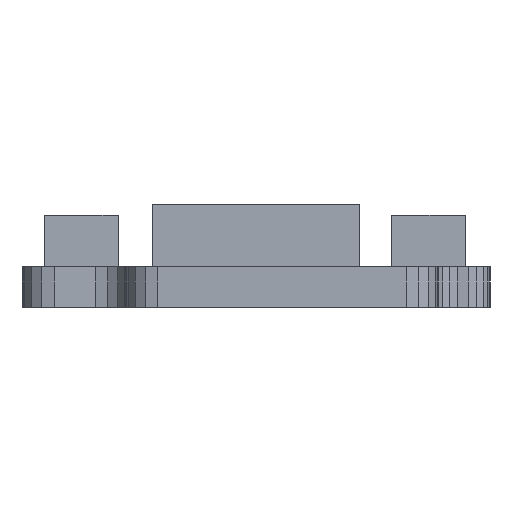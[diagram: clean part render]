
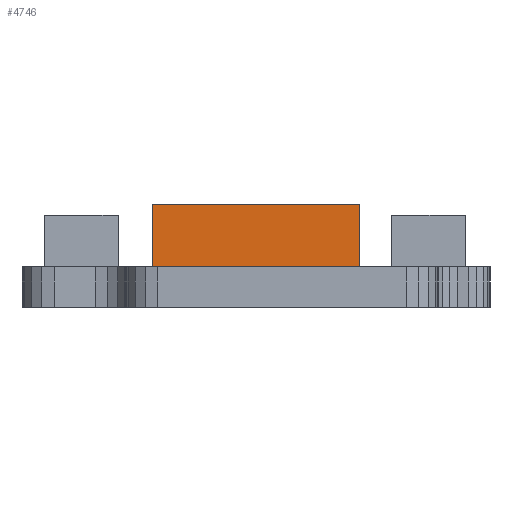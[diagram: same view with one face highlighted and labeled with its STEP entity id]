
A CAD part, left-side view. The second image highlights one B-rep face of the part: STEP entity #4746.
In plain terms, the highlighted planar face has unit normal (-1, 0, 0).
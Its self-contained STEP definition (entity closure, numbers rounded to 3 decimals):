
#4483 = EDGE_CURVE('',#4484,#4486,#4488,.T.);
#4484 = VERTEX_POINT('',#4485);
#4485 = CARTESIAN_POINT('',(-0.742,1.002,0.));
#4486 = VERTEX_POINT('',#4487);
#4487 = CARTESIAN_POINT('',(-0.742,1.002,0.6));
#4488 = SURFACE_CURVE('',#4489,(#4493,#4505),.PCURVE_S1.);
#4489 = LINE('',#4490,#4491);
#4490 = CARTESIAN_POINT('',(-0.742,1.002,0.));
#4491 = VECTOR('',#4492,1.);
#4492 = DIRECTION('',(0.,0.,1.));
#4493 = PCURVE('',#4494,#4499);
#4494 = PLANE('',#4495);
#4495 = AXIS2_PLACEMENT_3D('',#4496,#4497,#4498);
#4496 = CARTESIAN_POINT('',(-0.742,1.002,0.));
#4497 = DIRECTION('',(0.,1.,0.));
#4498 = DIRECTION('',(1.,0.,0.));
#4499 = DEFINITIONAL_REPRESENTATION('',(#4500),#4504);
#4500 = LINE('',#4501,#4502);
#4501 = CARTESIAN_POINT('',(0.,0.));
#4502 = VECTOR('',#4503,1.);
#4503 = DIRECTION('',(0.,-1.));
#4504 = ( GEOMETRIC_REPRESENTATION_CONTEXT(2) 
PARAMETRIC_REPRESENTATION_CONTEXT() REPRESENTATION_CONTEXT('2D SPACE',''
  ) );
#4505 = PCURVE('',#4506,#4511);
#4506 = PLANE('',#4507);
#4507 = AXIS2_PLACEMENT_3D('',#4508,#4509,#4510);
#4508 = CARTESIAN_POINT('',(-0.742,-1.002,0.));
#4509 = DIRECTION('',(-1.,0.,0.));
#4510 = DIRECTION('',(0.,1.,0.));
#4511 = DEFINITIONAL_REPRESENTATION('',(#4512),#4516);
#4512 = LINE('',#4513,#4514);
#4513 = CARTESIAN_POINT('',(2.003,0.));
#4514 = VECTOR('',#4515,1.);
#4515 = DIRECTION('',(0.,-1.));
#4516 = ( GEOMETRIC_REPRESENTATION_CONTEXT(2) 
PARAMETRIC_REPRESENTATION_CONTEXT() REPRESENTATION_CONTEXT('2D SPACE',''
  ) );
#4534 = PLANE('',#4535);
#4535 = AXIS2_PLACEMENT_3D('',#4536,#4537,#4538);
#4536 = CARTESIAN_POINT('',(-0.742,1.002,0.6));
#4537 = DIRECTION('',(0.,0.,1.));
#4538 = DIRECTION('',(1.,0.,0.));
#4588 = PLANE('',#4589);
#4589 = AXIS2_PLACEMENT_3D('',#4590,#4591,#4592);
#4590 = CARTESIAN_POINT('',(-0.742,1.002,0.));
#4591 = DIRECTION('',(0.,0.,1.));
#4592 = DIRECTION('',(1.,0.,0.));
#4643 = PLANE('',#4644);
#4644 = AXIS2_PLACEMENT_3D('',#4645,#4646,#4647);
#4645 = CARTESIAN_POINT('',(0.742,-1.002,0.));
#4646 = DIRECTION('',(0.,-1.,0.));
#4647 = DIRECTION('',(-1.,0.,0.));
#4681 = VERTEX_POINT('',#4682);
#4682 = CARTESIAN_POINT('',(-0.742,-1.002,0.6));
#4703 = EDGE_CURVE('',#4704,#4681,#4706,.T.);
#4704 = VERTEX_POINT('',#4705);
#4705 = CARTESIAN_POINT('',(-0.742,-1.002,0.));
#4706 = SURFACE_CURVE('',#4707,(#4711,#4718),.PCURVE_S1.);
#4707 = LINE('',#4708,#4709);
#4708 = CARTESIAN_POINT('',(-0.742,-1.002,0.));
#4709 = VECTOR('',#4710,1.);
#4710 = DIRECTION('',(0.,0.,1.));
#4711 = PCURVE('',#4643,#4712);
#4712 = DEFINITIONAL_REPRESENTATION('',(#4713),#4717);
#4713 = LINE('',#4714,#4715);
#4714 = CARTESIAN_POINT('',(1.483,0.));
#4715 = VECTOR('',#4716,1.);
#4716 = DIRECTION('',(0.,-1.));
#4717 = ( GEOMETRIC_REPRESENTATION_CONTEXT(2) 
PARAMETRIC_REPRESENTATION_CONTEXT() REPRESENTATION_CONTEXT('2D SPACE',''
  ) );
#4718 = PCURVE('',#4506,#4719);
#4719 = DEFINITIONAL_REPRESENTATION('',(#4720),#4724);
#4720 = LINE('',#4721,#4722);
#4721 = CARTESIAN_POINT('',(0.,0.));
#4722 = VECTOR('',#4723,1.);
#4723 = DIRECTION('',(0.,-1.));
#4724 = ( GEOMETRIC_REPRESENTATION_CONTEXT(2) 
PARAMETRIC_REPRESENTATION_CONTEXT() REPRESENTATION_CONTEXT('2D SPACE',''
  ) );
#4746 = ADVANCED_FACE('',(#4747),#4506,.T.);
#4747 = FACE_BOUND('',#4748,.T.);
#4748 = EDGE_LOOP('',(#4749,#4750,#4771,#4772));
#4749 = ORIENTED_EDGE('',*,*,#4703,.T.);
#4750 = ORIENTED_EDGE('',*,*,#4751,.T.);
#4751 = EDGE_CURVE('',#4681,#4486,#4752,.T.);
#4752 = SURFACE_CURVE('',#4753,(#4757,#4764),.PCURVE_S1.);
#4753 = LINE('',#4754,#4755);
#4754 = CARTESIAN_POINT('',(-0.742,-1.002,0.6));
#4755 = VECTOR('',#4756,1.);
#4756 = DIRECTION('',(0.,1.,0.));
#4757 = PCURVE('',#4506,#4758);
#4758 = DEFINITIONAL_REPRESENTATION('',(#4759),#4763);
#4759 = LINE('',#4760,#4761);
#4760 = CARTESIAN_POINT('',(0.,-0.6));
#4761 = VECTOR('',#4762,1.);
#4762 = DIRECTION('',(1.,0.));
#4763 = ( GEOMETRIC_REPRESENTATION_CONTEXT(2) 
PARAMETRIC_REPRESENTATION_CONTEXT() REPRESENTATION_CONTEXT('2D SPACE',''
  ) );
#4764 = PCURVE('',#4534,#4765);
#4765 = DEFINITIONAL_REPRESENTATION('',(#4766),#4770);
#4766 = LINE('',#4767,#4768);
#4767 = CARTESIAN_POINT('',(0.,-2.003));
#4768 = VECTOR('',#4769,1.);
#4769 = DIRECTION('',(0.,1.));
#4770 = ( GEOMETRIC_REPRESENTATION_CONTEXT(2) 
PARAMETRIC_REPRESENTATION_CONTEXT() REPRESENTATION_CONTEXT('2D SPACE',''
  ) );
#4771 = ORIENTED_EDGE('',*,*,#4483,.F.);
#4772 = ORIENTED_EDGE('',*,*,#4773,.F.);
#4773 = EDGE_CURVE('',#4704,#4484,#4774,.T.);
#4774 = SURFACE_CURVE('',#4775,(#4779,#4786),.PCURVE_S1.);
#4775 = LINE('',#4776,#4777);
#4776 = CARTESIAN_POINT('',(-0.742,-1.002,0.));
#4777 = VECTOR('',#4778,1.);
#4778 = DIRECTION('',(0.,1.,0.));
#4779 = PCURVE('',#4506,#4780);
#4780 = DEFINITIONAL_REPRESENTATION('',(#4781),#4785);
#4781 = LINE('',#4782,#4783);
#4782 = CARTESIAN_POINT('',(0.,0.));
#4783 = VECTOR('',#4784,1.);
#4784 = DIRECTION('',(1.,0.));
#4785 = ( GEOMETRIC_REPRESENTATION_CONTEXT(2) 
PARAMETRIC_REPRESENTATION_CONTEXT() REPRESENTATION_CONTEXT('2D SPACE',''
  ) );
#4786 = PCURVE('',#4588,#4787);
#4787 = DEFINITIONAL_REPRESENTATION('',(#4788),#4792);
#4788 = LINE('',#4789,#4790);
#4789 = CARTESIAN_POINT('',(0.,-2.003));
#4790 = VECTOR('',#4791,1.);
#4791 = DIRECTION('',(0.,1.));
#4792 = ( GEOMETRIC_REPRESENTATION_CONTEXT(2) 
PARAMETRIC_REPRESENTATION_CONTEXT() REPRESENTATION_CONTEXT('2D SPACE',''
  ) );
